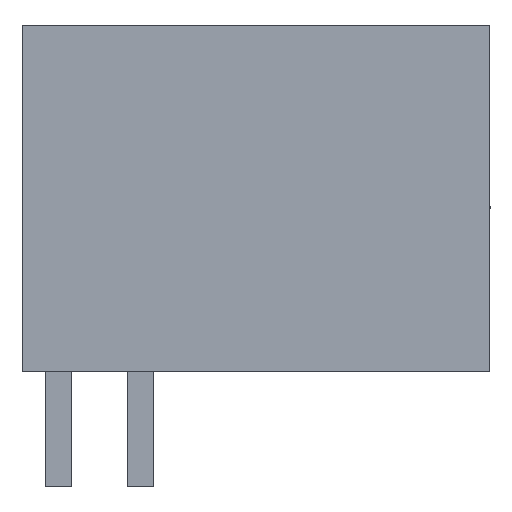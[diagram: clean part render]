
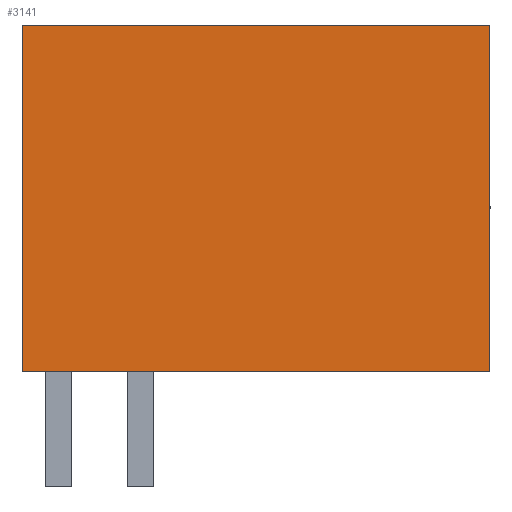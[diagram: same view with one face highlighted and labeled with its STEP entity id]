
A CAD part, left-side view. The second image highlights one B-rep face of the part: STEP entity #3141.
In plain terms, the highlighted planar face has unit normal (-1, 0, 0).
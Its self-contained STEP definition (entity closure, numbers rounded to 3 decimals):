
#3114=AXIS2_PLACEMENT_3D('Plane Axis2P3D',#3111,#3112,#3113) ;
#453=CARTESIAN_POINT('Vertex',(0.,0.,3.5)) ;
#458=CARTESIAN_POINT('Line Origine',(0.,7.1,3.5)) ;
#462=CARTESIAN_POINT('Vertex',(0.,14.2,3.5)) ;
#3111=CARTESIAN_POINT('Axis2P3D Location',(0.,17.7,14.)) ;
#3116=CARTESIAN_POINT('Line Origine',(0.,7.1,14.)) ;
#3120=CARTESIAN_POINT('Vertex',(0.,0.,14.)) ;
#3122=CARTESIAN_POINT('Vertex',(0.,14.2,14.)) ;
#3125=CARTESIAN_POINT('Line Origine',(0.,14.2,8.75)) ;
#3130=CARTESIAN_POINT('Line Origine',(0.,0.,8.75)) ;
#459=DIRECTION('Vector Direction',(0.,-1.,0.)) ;
#3112=DIRECTION('Axis2P3D Direction',(-1.,0.,0.)) ;
#3113=DIRECTION('Axis2P3D XDirection',(0.,0.,-1.)) ;
#3117=DIRECTION('Vector Direction',(0.,-1.,0.)) ;
#3126=DIRECTION('Vector Direction',(0.,0.,-1.)) ;
#3131=DIRECTION('Vector Direction',(0.,0.,-1.)) ;
#460=VECTOR('Line Direction',#459,1.) ;
#3118=VECTOR('Line Direction',#3117,1.) ;
#3127=VECTOR('Line Direction',#3126,1.) ;
#3132=VECTOR('Line Direction',#3131,1.) ;
#3136=ORIENTED_EDGE('',*,*,#3124,.T.) ;
#3137=ORIENTED_EDGE('',*,*,#3129,.T.) ;
#3138=ORIENTED_EDGE('',*,*,#464,.T.) ;
#3139=ORIENTED_EDGE('',*,*,#3134,.T.) ;
#3141=ADVANCED_FACE('HOUSING',(#3140),#3115,.T.) ;
#464=EDGE_CURVE('',#463,#454,#461,.T.) ;
#3124=EDGE_CURVE('',#3121,#3123,#3119,.F.) ;
#3129=EDGE_CURVE('',#3123,#463,#3128,.T.) ;
#3134=EDGE_CURVE('',#454,#3121,#3133,.F.) ;
#3135=EDGE_LOOP('',(#3136,#3137,#3138,#3139)) ;
#3140=FACE_OUTER_BOUND('',#3135,.T.) ;
#461=LINE('Line',#458,#460) ;
#3119=LINE('Line',#3116,#3118) ;
#3128=LINE('Line',#3125,#3127) ;
#3133=LINE('Line',#3130,#3132) ;
#3115=PLANE('',#3114) ;
#454=VERTEX_POINT('',#453) ;
#463=VERTEX_POINT('',#462) ;
#3121=VERTEX_POINT('',#3120) ;
#3123=VERTEX_POINT('',#3122) ;
